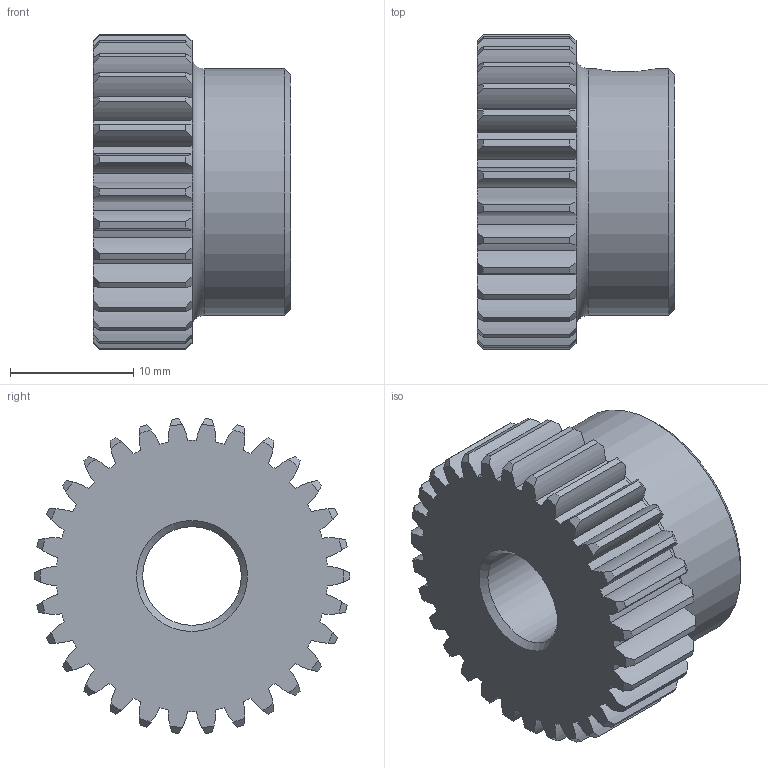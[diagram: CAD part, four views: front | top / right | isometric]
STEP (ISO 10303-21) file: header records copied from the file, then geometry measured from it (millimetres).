
FILE_DESCRIPTION( ( 'STEP AP214' ), '1' );
FILE_NAME( 'SS0.8-30C_On.stp', '2020-08-24T03:04:26', ( 'License CC BY-ND 4.0' ), ( 'CADENAS' ), ' ', 'PARTsolutions', ' ' );
FILE_SCHEMA( ( 'AUTOMOTIVE_DESIGN { 1 0 10303 214 1 1 1 1 }' ) );
Length unit declared in the file: millimetre
Products named in the file (1): _SS0.8-30C_On
Bounding box: 16 x 25.6 x 25.51 mm (x, y, z)
Volume: 5180 mm3; surface area: 2876.5 mm2
Topology: 1 solids, 1 shells, 223 faces, 596 edges, 375 vertices
Faces by surface type: cylinder 125, cone 65, plane 32, torus 1
Full cylindrical faces by diameter (mm): 4.134 x1, 8 x1, 20 x1
Entity records: 9022 total; most frequent: CARTESIAN_POINT 1657, DIRECTION 1250, ORIENTED_EDGE 1168, EDGE_CURVE 584, AXIS2_PLACEMENT_3D 565, VERTEX_POINT 372, CIRCLE 341, EDGE_LOOP 236
